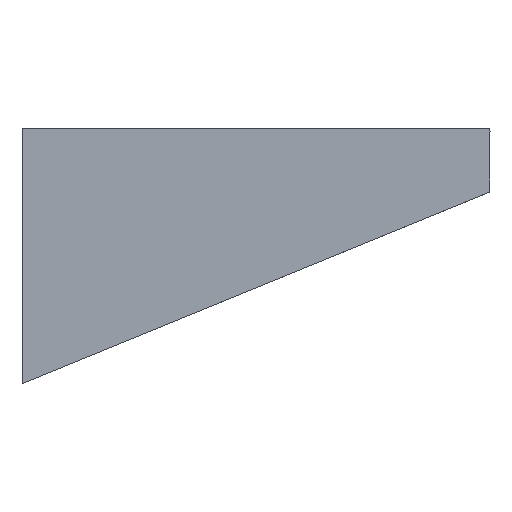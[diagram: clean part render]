
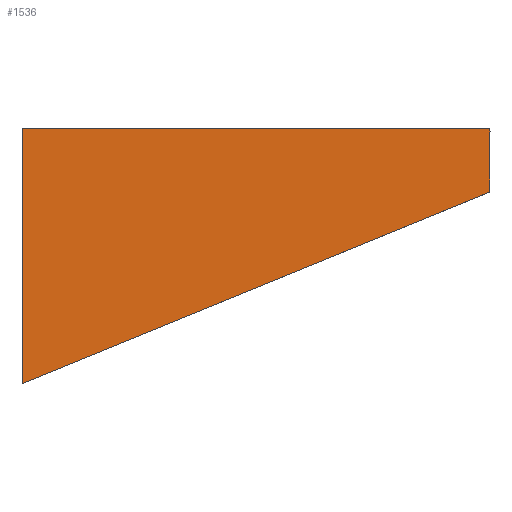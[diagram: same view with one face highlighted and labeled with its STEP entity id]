
A CAD part, top view. The second image highlights one B-rep face of the part: STEP entity #1536.
In plain terms, the highlighted planar face has unit normal (0, 0, 1).
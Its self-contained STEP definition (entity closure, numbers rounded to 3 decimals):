
#1 = VERTEX_POINT ( 'NONE', #1342 ) ;
#9 = DIRECTION ( 'NONE',  ( -1., 0., 0. ) ) ;
#10 = DIRECTION ( 'NONE',  ( 0., 0., -1. ) ) ;
#14 = CARTESIAN_POINT ( 'NONE',  ( 0., 0., 1.5 ) ) ;
#28 = VECTOR ( 'NONE', #851, 1000. ) ;
#29 = DIRECTION ( 'NONE',  ( 0.926, 0.379, 0. ) ) ;
#50 = CARTESIAN_POINT ( 'NONE',  ( 220., 90., 1.5 ) ) ;
#82 = PLANE ( 'NONE',  #1293 ) ;
#85 = VECTOR ( 'NONE', #461, 1000. ) ;
#150 = EDGE_CURVE ( 'NONE', #1069, #1165, #780, .T. ) ;
#187 = EDGE_CURVE ( 'NONE', #1165, #1078, #403, .T. ) ;
#325 = CARTESIAN_POINT ( 'NONE',  ( 220., 90., 1.5 ) ) ;
#403 = LINE ( 'NONE', #752, #28 ) ;
#442 = VECTOR ( 'NONE', #942, 1000. ) ;
#453 = EDGE_CURVE ( 'NONE', #1069, #1365, #1460, .T. ) ;
#461 = DIRECTION ( 'NONE',  ( 0., 1., 0. ) ) ;
#479 = ORIENTED_EDGE ( 'NONE', *, *, #767, .F. ) ;
#680 = CARTESIAN_POINT ( 'NONE',  ( 0., 120., 1.5 ) ) ;
#689 = ORIENTED_EDGE ( 'NONE', *, *, #453, .T. ) ;
#752 = CARTESIAN_POINT ( 'NONE',  ( -2.135, 120., 1.5 ) ) ;
#767 = EDGE_CURVE ( 'NONE', #1078, #1, #927, .T. ) ;
#780 = LINE ( 'NONE', #1036, #442 ) ;
#831 = CARTESIAN_POINT ( 'NONE',  ( 0., 0., 1.5 ) ) ;
#836 = CARTESIAN_POINT ( 'NONE',  ( 220., 120., 1.5 ) ) ;
#851 = DIRECTION ( 'NONE',  ( 1., 0., 0. ) ) ;
#873 = LINE ( 'NONE', #1387, #85 ) ;
#927 = LINE ( 'NONE', #1231, #1245 ) ;
#942 = DIRECTION ( 'NONE',  ( 0., 1., 0. ) ) ;
#1004 = EDGE_LOOP ( 'NONE', ( #1608, #689, #1101, #479, #1100 ) ) ;
#1035 = VECTOR ( 'NONE', #29, 1000. ) ;
#1036 = CARTESIAN_POINT ( 'NONE',  ( 0., 118.49, 1.5 ) ) ;
#1069 = VERTEX_POINT ( 'NONE', #831 ) ;
#1078 = VERTEX_POINT ( 'NONE', #836 ) ;
#1100 = ORIENTED_EDGE ( 'NONE', *, *, #187, .F. ) ;
#1101 = ORIENTED_EDGE ( 'NONE', *, *, #1664, .T. ) ;
#1165 = VERTEX_POINT ( 'NONE', #680 ) ;
#1220 = DIRECTION ( 'NONE',  ( 0., -1., 0. ) ) ;
#1231 = CARTESIAN_POINT ( 'NONE',  ( 220., 118.49, 1.5 ) ) ;
#1245 = VECTOR ( 'NONE', #1220, 1000. ) ;
#1293 = AXIS2_PLACEMENT_3D ( 'NONE', #14, #10, #9 ) ;
#1342 = CARTESIAN_POINT ( 'NONE',  ( 220., 118.49, 1.5 ) ) ;
#1365 = VERTEX_POINT ( 'NONE', #325 ) ;
#1387 = CARTESIAN_POINT ( 'NONE',  ( 220., 120., 1.5 ) ) ;
#1438 = FACE_OUTER_BOUND ( 'NONE', #1004, .T. ) ;
#1460 = LINE ( 'NONE', #50, #1035 ) ;
#1536 = ADVANCED_FACE ( 'NONE', ( #1438 ), #82, .F. ) ;
#1608 = ORIENTED_EDGE ( 'NONE', *, *, #150, .F. ) ;
#1664 = EDGE_CURVE ( 'NONE', #1365, #1, #873, .T. ) ;
